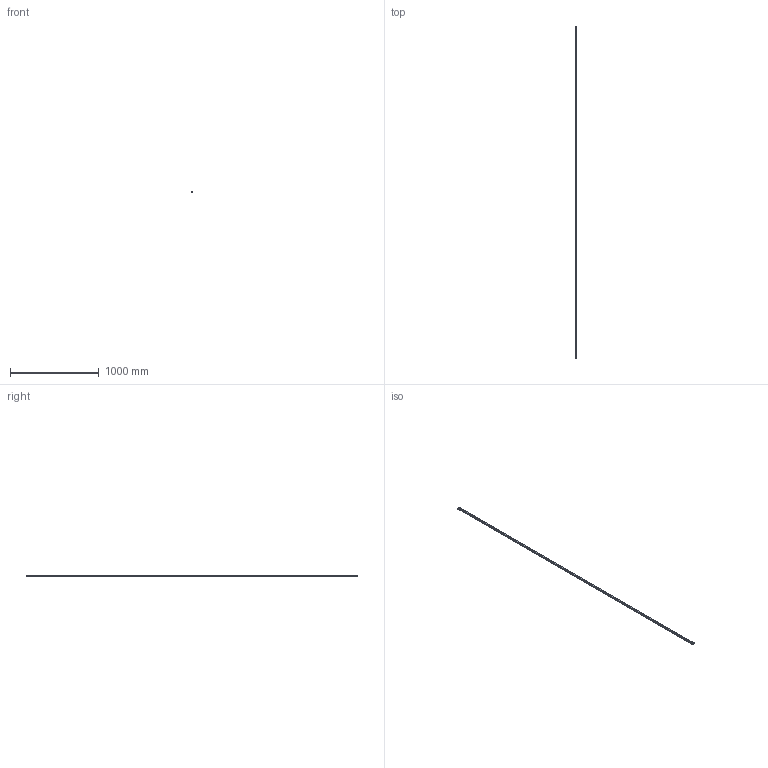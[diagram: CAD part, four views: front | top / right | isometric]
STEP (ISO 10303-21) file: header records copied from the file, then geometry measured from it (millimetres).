
FILE_DESCRIPTION(('STEP AP214'),'1');
FILE_NAME('cctmp_BFB25413-40AE-4554-A084-D60B55D4A978_2021_01_21_14_05_47_0222..stp','2021-01-21T13:05:47',('HIWIN GmbH'),('CADClick - www.CADClick.com'),'Spatial InterOp 3D',' ','unknown authorization');
FILE_SCHEMA(('AUTOMOTIVE_DESIGN'));
Length unit declared in the file: millimetre
Products named in the file (1): HGR20T3740C_FILE
Bounding box: 20 x 3740 x 17.5 mm (x, y, z)
Volume: 1104465.8 mm3; surface area: 298043.4 mm2
Topology: 1 solids, 1 shells, 359 faces, 933 edges, 517 vertices
Faces by surface type: cylinder 148, cone 126, plane 85
Entity records: 12889 total; most frequent: DIRECTION 1823, CARTESIAN_POINT 1684, ORIENTED_EDGE 1614, EDGE_CURVE 807, AXIS2_PLACEMENT_3D 656, VERTEX_POINT 517, LINE 511, VECTOR 511
